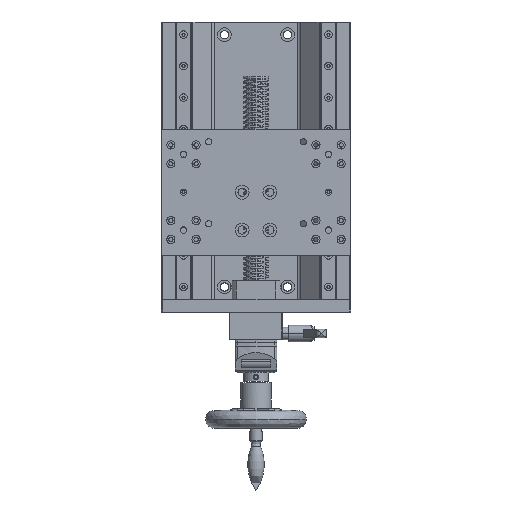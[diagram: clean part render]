
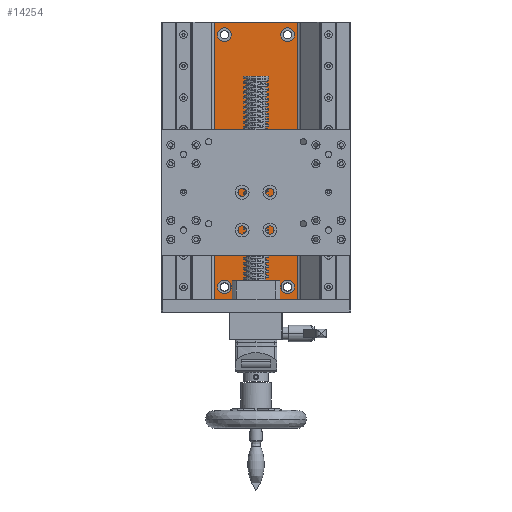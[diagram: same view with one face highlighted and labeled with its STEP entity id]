
A CAD part, top view. The second image highlights one B-rep face of the part: STEP entity #14254.
In plain terms, the highlighted planar face has unit normal (0, 0, 1).
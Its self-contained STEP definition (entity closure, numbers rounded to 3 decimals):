
#245 = CARTESIAN_POINT ( 'NONE',  ( -60.826, 86.953, -13. ) ) ;
#274 = ORIENTED_EDGE ( 'NONE', *, *, #5442, .F. ) ;
#811 = EDGE_LOOP ( 'NONE', ( #29601, #23435 ) ) ;
#890 = ORIENTED_EDGE ( 'NONE', *, *, #22331, .T. ) ;
#961 = DIRECTION ( 'NONE',  ( 0., -1., 0. ) ) ;
#1184 = LINE ( 'NONE', #12359, #5168 ) ;
#1327 = FACE_BOUND ( 'NONE', #33592, .T. ) ;
#1424 = AXIS2_PLACEMENT_3D ( 'NONE', #5038, #13450, #18178 ) ;
#1586 = DIRECTION ( 'NONE',  ( 0., -1., 0. ) ) ;
#1800 = VERTEX_POINT ( 'NONE', #3625 ) ;
#2398 = CARTESIAN_POINT ( 'NONE',  ( -52.826, -123.047, -13. ) ) ;
#2799 = CARTESIAN_POINT ( 'NONE',  ( 5.174, -133.047, -13. ) ) ;
#2899 = CARTESIAN_POINT ( 'NONE',  ( -52.826, 82.453, -13. ) ) ;
#2902 = CARTESIAN_POINT ( 'NONE',  ( -2.826, -117.547, -13. ) ) ;
#3016 = DIRECTION ( 'NONE',  ( 0., 0., 1. ) ) ;
#3259 = VECTOR ( 'NONE', #23072, 1000. ) ;
#3625 = CARTESIAN_POINT ( 'NONE',  ( -52.826, -128.547, -13. ) ) ;
#3671 = CARTESIAN_POINT ( 'NONE',  ( -2.826, 82.453, -13. ) ) ;
#3722 = VERTEX_POINT ( 'NONE', #3671 ) ;
#4119 = CIRCLE ( 'NONE', #30339, 5.5 ) ;
#4219 = CIRCLE ( 'NONE', #30972, 5.5 ) ;
#4422 = FACE_OUTER_BOUND ( 'NONE', #16259, .T. ) ;
#5038 = CARTESIAN_POINT ( 'NONE',  ( -2.826, 76.953, -13. ) ) ;
#5118 = CARTESIAN_POINT ( 'NONE',  ( 5.174, -133.047, -13. ) ) ;
#5168 = VECTOR ( 'NONE', #23472, 1000. ) ;
#5182 = DIRECTION ( 'NONE',  ( 0., 0., 1. ) ) ;
#5303 = CARTESIAN_POINT ( 'NONE',  ( -60.826, -133.047, -13. ) ) ;
#5359 = ORIENTED_EDGE ( 'NONE', *, *, #15462, .F. ) ;
#5442 = EDGE_CURVE ( 'NONE', #8874, #31921, #4119, .T. ) ;
#5952 = EDGE_LOOP ( 'NONE', ( #5359, #274 ) ) ;
#6841 = ORIENTED_EDGE ( 'NONE', *, *, #28314, .F. ) ;
#7723 = AXIS2_PLACEMENT_3D ( 'NONE', #26682, #34659, #961 ) ;
#8874 = VERTEX_POINT ( 'NONE', #2902 ) ;
#9628 = CIRCLE ( 'NONE', #29994, 5.5 ) ;
#11460 = CARTESIAN_POINT ( 'NONE',  ( -60.826, 86.953, -13. ) ) ;
#11776 = DIRECTION ( 'NONE',  ( 0., -1., 0. ) ) ;
#11982 = CARTESIAN_POINT ( 'NONE',  ( -2.826, -128.547, -13. ) ) ;
#12136 = CARTESIAN_POINT ( 'NONE',  ( -60.826, -133.047, -13. ) ) ;
#12359 = CARTESIAN_POINT ( 'NONE',  ( -60.826, -133.047, -13. ) ) ;
#12489 = VECTOR ( 'NONE', #24553, 1000. ) ;
#12573 = DIRECTION ( 'NONE',  ( 0., 0., 1. ) ) ;
#12845 = FACE_BOUND ( 'NONE', #811, .T. ) ;
#13203 = DIRECTION ( 'NONE',  ( 0., 0., 1. ) ) ;
#13436 = LINE ( 'NONE', #2799, #12489 ) ;
#13450 = DIRECTION ( 'NONE',  ( 0., 0., 1. ) ) ;
#14254 = ADVANCED_FACE ( 'NONE', ( #25955, #29395, #1327, #12845, #4422 ), #26323, .T. ) ;
#14272 = DIRECTION ( 'NONE',  ( 0., -1., 0. ) ) ;
#14464 = AXIS2_PLACEMENT_3D ( 'NONE', #32022, #12573, #1586 ) ;
#14504 = CARTESIAN_POINT ( 'NONE',  ( -52.826, -123.047, -13. ) ) ;
#14543 = CARTESIAN_POINT ( 'NONE',  ( -2.826, 76.953, -13. ) ) ;
#14741 = EDGE_LOOP ( 'NONE', ( #32021, #20296 ) ) ;
#14856 = VERTEX_POINT ( 'NONE', #18926 ) ;
#14857 = EDGE_CURVE ( 'NONE', #3722, #17912, #29372, .T. ) ;
#15347 = CARTESIAN_POINT ( 'NONE',  ( -2.826, 71.453, -13. ) ) ;
#15462 = EDGE_CURVE ( 'NONE', #31921, #8874, #9628, .T. ) ;
#16259 = EDGE_LOOP ( 'NONE', ( #18135, #25325, #890, #24238 ) ) ;
#16646 = AXIS2_PLACEMENT_3D ( 'NONE', #14504, #25610, #11776 ) ;
#16805 = VERTEX_POINT ( 'NONE', #2899 ) ;
#17364 = EDGE_CURVE ( 'NONE', #33918, #14856, #13436, .T. ) ;
#17912 = VERTEX_POINT ( 'NONE', #15347 ) ;
#18135 = ORIENTED_EDGE ( 'NONE', *, *, #20769, .F. ) ;
#18141 = CARTESIAN_POINT ( 'NONE',  ( -2.826, -123.047, -13. ) ) ;
#18178 = DIRECTION ( 'NONE',  ( 0., -1., 0. ) ) ;
#18189 = CIRCLE ( 'NONE', #21693, 5.5 ) ;
#18319 = DIRECTION ( 'NONE',  ( 0., -1., 0. ) ) ;
#18430 = EDGE_CURVE ( 'NONE', #31062, #1800, #24217, .T. ) ;
#18926 = CARTESIAN_POINT ( 'NONE',  ( 5.174, 86.953, -13. ) ) ;
#18990 = CIRCLE ( 'NONE', #27106, 5.5 ) ;
#19139 = CARTESIAN_POINT ( 'NONE',  ( -52.826, 71.453, -13. ) ) ;
#19804 = LINE ( 'NONE', #245, #3259 ) ;
#20296 = ORIENTED_EDGE ( 'NONE', *, *, #14857, .F. ) ;
#20412 = VERTEX_POINT ( 'NONE', #11460 ) ;
#20769 = EDGE_CURVE ( 'NONE', #20412, #14856, #19804, .T. ) ;
#21693 = AXIS2_PLACEMENT_3D ( 'NONE', #14543, #3016, #34144 ) ;
#22331 = EDGE_CURVE ( 'NONE', #29745, #33918, #35515, .T. ) ;
#22432 = DIRECTION ( 'NONE',  ( 1., 0., 0. ) ) ;
#22668 = EDGE_CURVE ( 'NONE', #16805, #30070, #29576, .T. ) ;
#23072 = DIRECTION ( 'NONE',  ( 1., 0., 0. ) ) ;
#23435 = ORIENTED_EDGE ( 'NONE', *, *, #22668, .F. ) ;
#23472 = DIRECTION ( 'NONE',  ( 0., 1., 0. ) ) ;
#23775 = EDGE_CURVE ( 'NONE', #30070, #16805, #4219, .T. ) ;
#24217 = CIRCLE ( 'NONE', #16646, 5.5 ) ;
#24238 = ORIENTED_EDGE ( 'NONE', *, *, #17364, .T. ) ;
#24553 = DIRECTION ( 'NONE',  ( 0., 1., 0. ) ) ;
#25325 = ORIENTED_EDGE ( 'NONE', *, *, #34611, .F. ) ;
#25610 = DIRECTION ( 'NONE',  ( 0., 0., 1. ) ) ;
#25955 = FACE_BOUND ( 'NONE', #14741, .T. ) ;
#26323 = PLANE ( 'NONE',  #7723 ) ;
#26656 = VECTOR ( 'NONE', #22432, 1000. ) ;
#26682 = CARTESIAN_POINT ( 'NONE',  ( -60.826, -133.047, -13. ) ) ;
#27106 = AXIS2_PLACEMENT_3D ( 'NONE', #2398, #13203, #35383 ) ;
#28314 = EDGE_CURVE ( 'NONE', #1800, #31062, #18990, .T. ) ;
#28667 = CARTESIAN_POINT ( 'NONE',  ( -52.826, -117.547, -13. ) ) ;
#29372 = CIRCLE ( 'NONE', #1424, 5.5 ) ;
#29395 = FACE_BOUND ( 'NONE', #5952, .T. ) ;
#29576 = CIRCLE ( 'NONE', #14464, 5.5 ) ;
#29601 = ORIENTED_EDGE ( 'NONE', *, *, #23775, .F. ) ;
#29745 = VERTEX_POINT ( 'NONE', #12136 ) ;
#29994 = AXIS2_PLACEMENT_3D ( 'NONE', #32401, #30056, #35665 ) ;
#30056 = DIRECTION ( 'NONE',  ( 0., 0., 1. ) ) ;
#30070 = VERTEX_POINT ( 'NONE', #19139 ) ;
#30339 = AXIS2_PLACEMENT_3D ( 'NONE', #18141, #32135, #18319 ) ;
#30972 = AXIS2_PLACEMENT_3D ( 'NONE', #33016, #5182, #14272 ) ;
#31062 = VERTEX_POINT ( 'NONE', #28667 ) ;
#31921 = VERTEX_POINT ( 'NONE', #11982 ) ;
#32021 = ORIENTED_EDGE ( 'NONE', *, *, #32943, .F. ) ;
#32022 = CARTESIAN_POINT ( 'NONE',  ( -52.826, 76.953, -13. ) ) ;
#32135 = DIRECTION ( 'NONE',  ( 0., 0., 1. ) ) ;
#32401 = CARTESIAN_POINT ( 'NONE',  ( -2.826, -123.047, -13. ) ) ;
#32943 = EDGE_CURVE ( 'NONE', #17912, #3722, #18189, .T. ) ;
#33016 = CARTESIAN_POINT ( 'NONE',  ( -52.826, 76.953, -13. ) ) ;
#33373 = ORIENTED_EDGE ( 'NONE', *, *, #18430, .F. ) ;
#33592 = EDGE_LOOP ( 'NONE', ( #6841, #33373 ) ) ;
#33918 = VERTEX_POINT ( 'NONE', #5118 ) ;
#34144 = DIRECTION ( 'NONE',  ( 0., -1., 0. ) ) ;
#34611 = EDGE_CURVE ( 'NONE', #29745, #20412, #1184, .T. ) ;
#34659 = DIRECTION ( 'NONE',  ( 0., 0., 1. ) ) ;
#35383 = DIRECTION ( 'NONE',  ( 0., -1., 0. ) ) ;
#35515 = LINE ( 'NONE', #5303, #26656 ) ;
#35665 = DIRECTION ( 'NONE',  ( 0., -1., 0. ) ) ;
